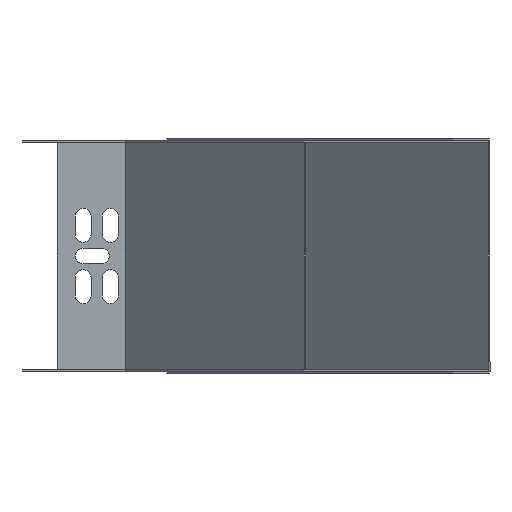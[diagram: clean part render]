
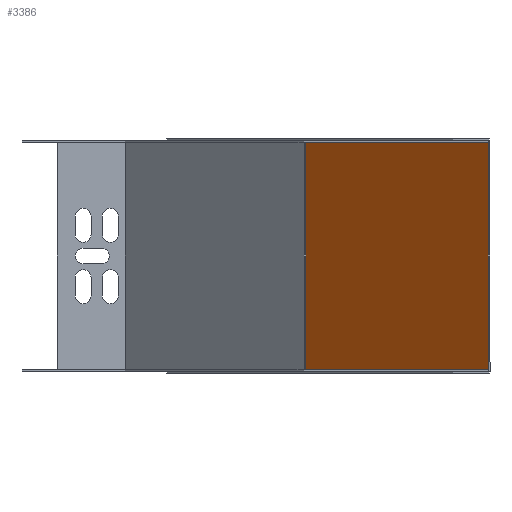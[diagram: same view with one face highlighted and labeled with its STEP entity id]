
A CAD part, front view. The second image highlights one B-rep face of the part: STEP entity #3386.
In plain terms, the highlighted planar face has unit normal (-0.707, -0.707, 0).
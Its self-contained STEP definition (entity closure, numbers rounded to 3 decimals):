
#604 = CARTESIAN_POINT ( 'NONE',  ( 109.12, -45.038, 70.029 ) ) ;
#635 = EDGE_CURVE ( 'NONE', #4159, #3306, #4655, .T. ) ;
#904 = VECTOR ( 'NONE', #7157, 1000. ) ;
#948 = AXIS2_PLACEMENT_3D ( 'NONE', #604, #1246, #1595 ) ;
#1246 = DIRECTION ( 'NONE',  ( -0.707, -0.707, 0. ) ) ;
#1255 = EDGE_CURVE ( 'NONE', #5812, #3306, #4164, .T. ) ;
#1595 = DIRECTION ( 'NONE',  ( 0.707, -0.707, 0. ) ) ;
#1762 = ORIENTED_EDGE ( 'NONE', *, *, #1255, .F. ) ;
#1877 = ORIENTED_EDGE ( 'NONE', *, *, #3933, .F. ) ;
#1945 = CARTESIAN_POINT ( 'NONE',  ( -16.745, 80.827, 171.629 ) ) ;
#2099 = EDGE_CURVE ( 'NONE', #5812, #6058, #4321, .T. ) ;
#2175 = CARTESIAN_POINT ( 'NONE',  ( -16.745, 80.827, 70.029 ) ) ;
#2183 = ORIENTED_EDGE ( 'NONE', *, *, #2099, .T. ) ;
#2197 = DIRECTION ( 'NONE',  ( 0., 0., -1. ) ) ;
#2772 = VECTOR ( 'NONE', #4956, 1000. ) ;
#3212 = ORIENTED_EDGE ( 'NONE', *, *, #635, .T. ) ;
#3281 = CARTESIAN_POINT ( 'NONE',  ( 109.12, -45.038, 70.029 ) ) ;
#3306 = VERTEX_POINT ( 'NONE', #6039 ) ;
#3386 = ADVANCED_FACE ( 'NONE', ( #6549 ), #6114, .T. ) ;
#3877 = LINE ( 'NONE', #3882, #2772 ) ;
#3882 = CARTESIAN_POINT ( 'NONE',  ( -16.745, 80.827, 171.629 ) ) ;
#3933 = EDGE_CURVE ( 'NONE', #4159, #6058, #3877, .T. ) ;
#4159 = VERTEX_POINT ( 'NONE', #1945 ) ;
#4164 = LINE ( 'NONE', #6940, #904 ) ;
#4321 = LINE ( 'NONE', #4455, #6795 ) ;
#4390 = DIRECTION ( 'NONE',  ( 0., 0., 1. ) ) ;
#4455 = CARTESIAN_POINT ( 'NONE',  ( 109.12, -45.038, 70.029 ) ) ;
#4655 = LINE ( 'NONE', #2175, #4981 ) ;
#4956 = DIRECTION ( 'NONE',  ( 0.707, -0.707, 0. ) ) ;
#4981 = VECTOR ( 'NONE', #2197, 1000. ) ;
#5812 = VERTEX_POINT ( 'NONE', #3281 ) ;
#6039 = CARTESIAN_POINT ( 'NONE',  ( -16.745, 80.827, 70.029 ) ) ;
#6058 = VERTEX_POINT ( 'NONE', #6651 ) ;
#6084 = EDGE_LOOP ( 'NONE', ( #1762, #2183, #1877, #3212 ) ) ;
#6114 = PLANE ( 'NONE',  #948 ) ;
#6549 = FACE_OUTER_BOUND ( 'NONE', #6084, .T. ) ;
#6651 = CARTESIAN_POINT ( 'NONE',  ( 109.12, -45.038, 171.629 ) ) ;
#6795 = VECTOR ( 'NONE', #4390, 1000. ) ;
#6940 = CARTESIAN_POINT ( 'NONE',  ( 109.12, -45.038, 70.029 ) ) ;
#7157 = DIRECTION ( 'NONE',  ( -0.707, 0.707, 0. ) ) ;
